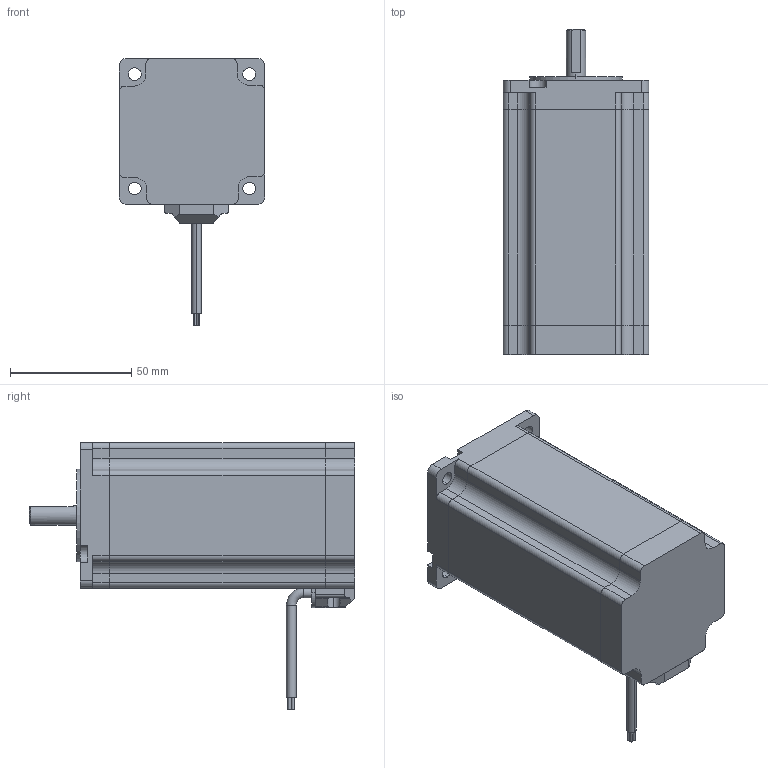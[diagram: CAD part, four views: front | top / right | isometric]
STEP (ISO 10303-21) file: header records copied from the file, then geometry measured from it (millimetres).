
FILE_DESCRIPTION (( 'STEP AP214' ), '1' );
FILE_NAME ('60HS2112-5004-57-XXX.STEP', '2023-06-13T07:41:32', ( 'MM' ), ( 'Microsoft' ), 'SwSTEP 2.0', 'SolidWorks 2020', '' );
FILE_SCHEMA (( 'AUTOMOTIVE_DESIGN' ));
Length unit declared in the file: millimetre
Products named in the file (1): 60HS2112-5004-57-XXX
Bounding box: 60 x 134 x 110 mm (x, y, z)
Volume: 358731.3 mm3; surface area: 40523.9 mm2
Topology: 3 solids, 3 shells, 195 faces, 531 edges, 351 vertices
Faces by surface type: cylinder 97, plane 94, torus 2, cone 2
Entity records: 7608 total; most frequent: CARTESIAN_POINT 1180, DIRECTION 1094, ORIENTED_EDGE 1062, EDGE_CURVE 531, AXIS2_PLACEMENT_3D 387, VERTEX_POINT 351, VECTOR 320, LINE 320
